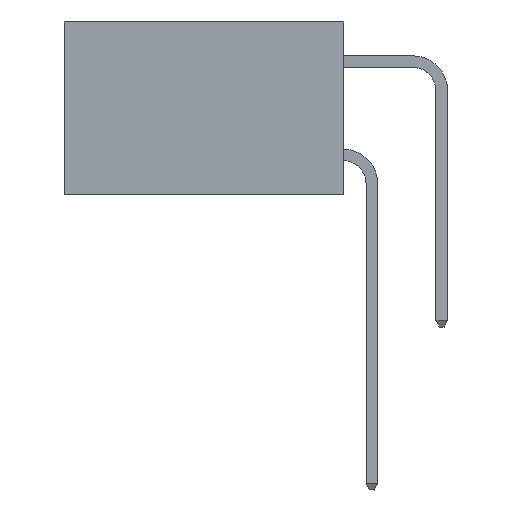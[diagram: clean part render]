
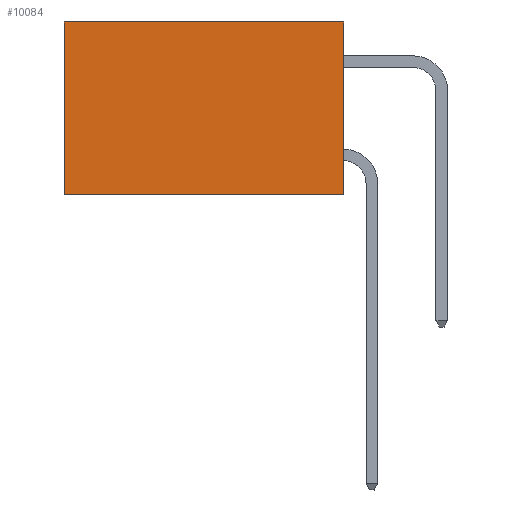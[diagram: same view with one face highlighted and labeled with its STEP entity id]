
A CAD part, left-side view. The second image highlights one B-rep face of the part: STEP entity #10084.
In plain terms, the highlighted planar face has unit normal (-1, 0, 0).
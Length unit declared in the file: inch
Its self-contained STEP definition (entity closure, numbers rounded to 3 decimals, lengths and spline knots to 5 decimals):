
#148 = DIRECTION ( 'NONE',  ( 0., 0., -1. ) ) ;
#687 = DIRECTION ( 'NONE',  ( 1., 0., 0. ) ) ;
#690 = LINE ( 'NONE', #2169, #15086 ) ;
#2169 = CARTESIAN_POINT ( 'NONE',  ( 0.2615, 0., -0.37 ) ) ;
#3649 = VECTOR ( 'NONE', #16193, 39.37008 ) ;
#4022 = CARTESIAN_POINT ( 'NONE',  ( 0.2615, 0., 0. ) ) ;
#4042 = CARTESIAN_POINT ( 'NONE',  ( 0.2615, 0.6, -0.37 ) ) ;
#4106 = CARTESIAN_POINT ( 'NONE',  ( 0.2615, 0., -0.37 ) ) ;
#4677 = EDGE_CURVE ( 'NONE', #17118, #16659, #690, .T. ) ;
#4882 = ORIENTED_EDGE ( 'NONE', *, *, #4677, .F. ) ;
#5193 = EDGE_CURVE ( 'NONE', #10716, #16659, #10586, .T. ) ;
#5674 = ORIENTED_EDGE ( 'NONE', *, *, #15170, .F. ) ;
#6028 = ORIENTED_EDGE ( 'NONE', *, *, #14738, .T. ) ;
#6780 = LINE ( 'NONE', #4106, #3649 ) ;
#8571 = PLANE ( 'NONE',  #12254 ) ;
#8610 = CARTESIAN_POINT ( 'NONE',  ( 0.2615, 0., -0.37 ) ) ;
#8762 = EDGE_LOOP ( 'NONE', ( #16580, #4882, #5674, #6028 ) ) ;
#9506 = LINE ( 'NONE', #4022, #15887 ) ;
#9811 = DIRECTION ( 'NONE',  ( 0., 1., 0. ) ) ;
#10084 = ADVANCED_FACE ( 'NONE', ( #15098 ), #8571, .F. ) ;
#10223 = DIRECTION ( 'NONE',  ( 0., 0., -1. ) ) ;
#10586 = LINE ( 'NONE', #4042, #13772 ) ;
#10716 = VERTEX_POINT ( 'NONE', #16155 ) ;
#11510 = CARTESIAN_POINT ( 'NONE',  ( 0.2615, 0.6, -0.37 ) ) ;
#11753 = VERTEX_POINT ( 'NONE', #12647 ) ;
#12034 = DIRECTION ( 'NONE',  ( 0., 1., 0. ) ) ;
#12254 = AXIS2_PLACEMENT_3D ( 'NONE', #13872, #687, #10223 ) ;
#12647 = CARTESIAN_POINT ( 'NONE',  ( 0.2615, 0., 0. ) ) ;
#13772 = VECTOR ( 'NONE', #148, 39.37008 ) ;
#13872 = CARTESIAN_POINT ( 'NONE',  ( 0.2615, 0., -0.37 ) ) ;
#14738 = EDGE_CURVE ( 'NONE', #11753, #10716, #9506, .T. ) ;
#15086 = VECTOR ( 'NONE', #9811, 39.37008 ) ;
#15098 = FACE_OUTER_BOUND ( 'NONE', #8762, .T. ) ;
#15170 = EDGE_CURVE ( 'NONE', #11753, #17118, #6780, .T. ) ;
#15887 = VECTOR ( 'NONE', #12034, 39.37008 ) ;
#16155 = CARTESIAN_POINT ( 'NONE',  ( 0.2615, 0.6, 0. ) ) ;
#16193 = DIRECTION ( 'NONE',  ( 0., 0., -1. ) ) ;
#16580 = ORIENTED_EDGE ( 'NONE', *, *, #5193, .T. ) ;
#16659 = VERTEX_POINT ( 'NONE', #11510 ) ;
#17118 = VERTEX_POINT ( 'NONE', #8610 ) ;
